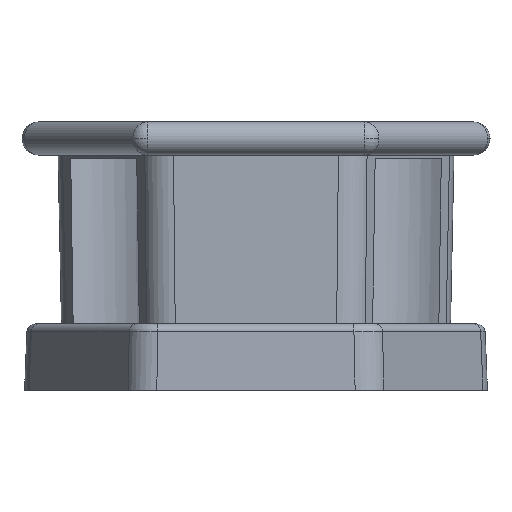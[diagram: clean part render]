
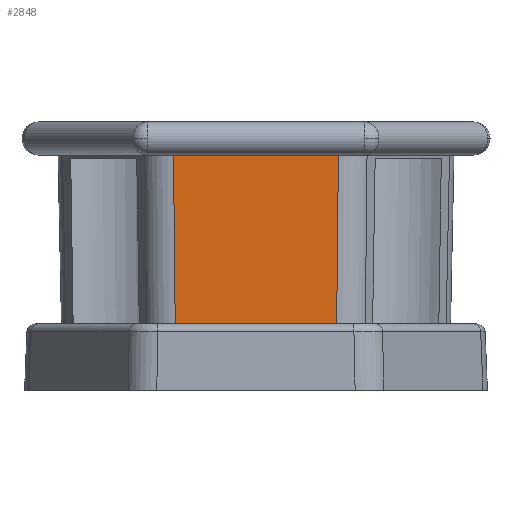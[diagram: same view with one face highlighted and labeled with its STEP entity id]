
A CAD part, left-side view. The second image highlights one B-rep face of the part: STEP entity #2848.
In plain terms, the highlighted planar face has unit normal (-1, 0, -0.018).
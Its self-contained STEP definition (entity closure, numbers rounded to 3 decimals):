
#394=FACE_OUTER_BOUND('',#572,.T.);
#572=EDGE_LOOP('',(#2402,#2403,#2404,#2405));
#781=LINE('',#4892,#1036);
#785=LINE('',#4908,#1040);
#788=LINE('',#4915,#1043);
#797=LINE('',#4942,#1052);
#1036=VECTOR('',#3563,10.);
#1040=VECTOR('',#3579,10.);
#1043=VECTOR('',#3586,10.);
#1052=VECTOR('',#3607,10.);
#1301=VERTEX_POINT('',#4889);
#1302=VERTEX_POINT('',#4891);
#1307=VERTEX_POINT('',#4904);
#1310=VERTEX_POINT('',#4914);
#1650=EDGE_CURVE('',#1302,#1301,#781,.T.);
#1658=EDGE_CURVE('',#1302,#1307,#785,.T.);
#1661=EDGE_CURVE('',#1310,#1307,#788,.T.);
#1675=EDGE_CURVE('',#1310,#1301,#797,.T.);
#2402=ORIENTED_EDGE('',*,*,#1658,.F.);
#2403=ORIENTED_EDGE('',*,*,#1650,.T.);
#2404=ORIENTED_EDGE('',*,*,#1675,.F.);
#2405=ORIENTED_EDGE('',*,*,#1661,.T.);
#2718=PLANE('',#3065);
#2848=ADVANCED_FACE('',(#394),#2718,.T.);
#3065=AXIS2_PLACEMENT_3D('',#4990,#3662,#3663);
#3563=DIRECTION('',(0.,1.,0.));
#3579=DIRECTION('',(0.017,0.01,-1.));
#3586=DIRECTION('',(0.,-1.,0.));
#3607=DIRECTION('',(-0.017,0.01,1.));
#3662=DIRECTION('center_axis',(-1.,0.,
-0.017));
#3663=DIRECTION('ref_axis',(0.,-1.,0.));
#4889=CARTESIAN_POINT('',(-10.626,4.986,14.2));
#4891=CARTESIAN_POINT('',(-10.63,-4.977,14.2));
#4892=CARTESIAN_POINT('',(-10.626,5.997,14.2));
#4904=CARTESIAN_POINT('',(-10.382,-4.834,0.));
#4908=CARTESIAN_POINT('',(-10.381,-4.834,-0.049));
#4914=CARTESIAN_POINT('',(-10.378,4.842,0.));
#4915=CARTESIAN_POINT('',(-10.378,5.997,0.));
#4942=CARTESIAN_POINT('',(-10.377,4.842,-0.049));
#4990=CARTESIAN_POINT('Origin',(-10.382,-5.989,0.));
